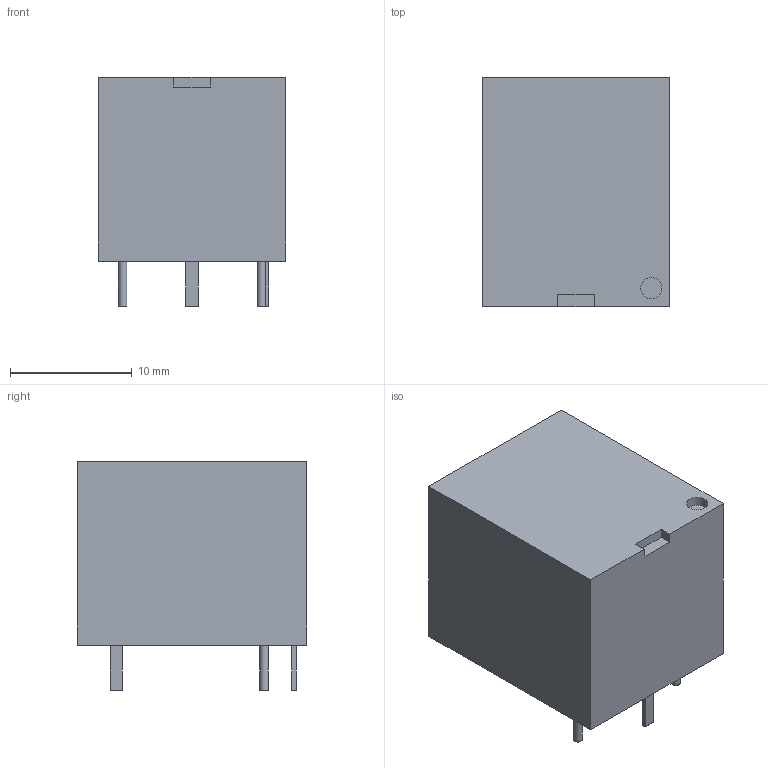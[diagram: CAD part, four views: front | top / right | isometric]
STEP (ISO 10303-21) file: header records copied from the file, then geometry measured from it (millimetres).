
FILE_DESCRIPTION(/* description */ (''),/* implementation_level */ '2;1');
FILE_NAME(/* name */ 'Mystery_Relay2_v2.step',/* time_stamp */ '2023-02-09T21:19:30-05:00',/* author */ (''),/* organization */ (''),/* preprocessor_version */ 'ST-DEVELOPER v19.2',/* originating_system */ 'Autodesk Translation Framework v11.17.0.187',/* authorisation */ '');
FILE_SCHEMA (('AUTOMOTIVE_DESIGN { 1 0 10303 214 3 1 1 }'));
Length unit declared in the file: millimetre
Products named in the file (1): Mystery_Relay2
Bounding box: 15.4 x 18.85 x 18.87 mm (x, y, z)
Volume: 4208.2 mm3; surface area: 1713.3 mm2
Topology: 1 solids, 1 shells, 41 faces, 91 edges, 58 vertices
Faces by surface type: plane 28, cylinder 11, torus 2
Full cylindrical faces by diameter (mm): 0.7 x2, 1.75 x1
Entity records: 1178 total; most frequent: DIRECTION 195, CARTESIAN_POINT 191, ORIENTED_EDGE 182, EDGE_CURVE 91, LINE 71, VECTOR 71, AXIS2_PLACEMENT_3D 62, VERTEX_POINT 58
